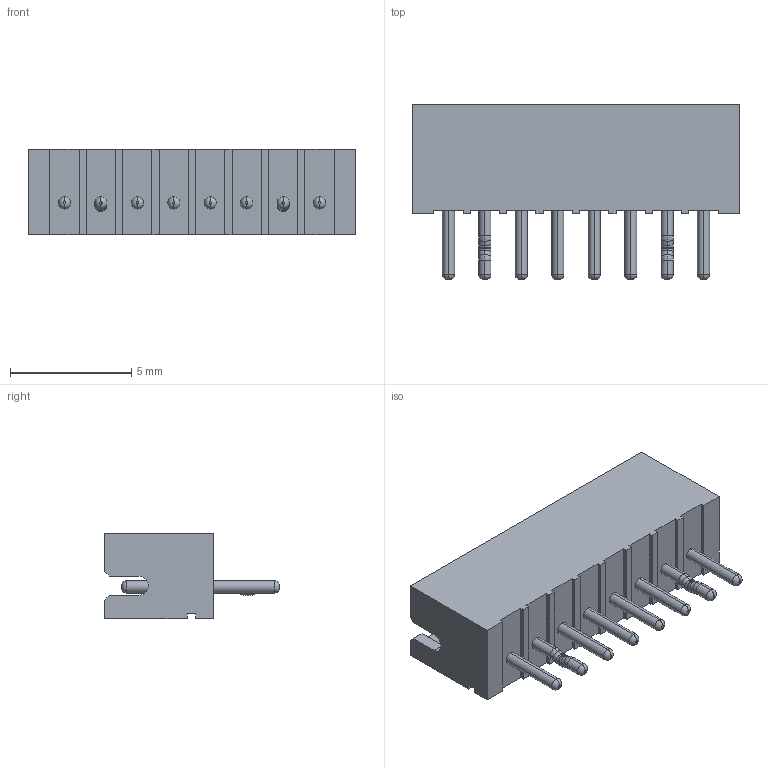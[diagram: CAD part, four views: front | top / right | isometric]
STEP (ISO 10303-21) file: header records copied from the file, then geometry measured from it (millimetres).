
FILE_DESCRIPTION (( 'STEP AP214' ), '1' );
FILE_NAME ('B8B-ZR (LF)(SN).STEP', '2023-11-03T19:02:36', ( '' ), ( '' ), 'SwSTEP 2.0', 'SolidWorks 2021', '' );
FILE_SCHEMA (( 'AUTOMOTIVE_DESIGN' ));
Length unit declared in the file: millimetre
Products named in the file (4): pin_Bent; pin_straight; BxB-ZR_8; B8B-ZR (LF)(SN)
Assembly tree (9 placements, depth 2):
  B8B-ZR (LF)(SN)
    BxB-ZR_8
    pin_straight  x6
    pin_Bent  x2
Bounding box: 13.5 x 7.2 x 3.5 mm (x, y, z)
Volume: 103.8 mm3; surface area: 451.4 mm2
Topology: 9 solids, 9 shells, 178 faces, 422 edges, 260 vertices
Faces by surface type: plane 80, cylinder 50, torus 48
Entity records: 3784 total; most frequent: DIRECTION 642, CARTESIAN_POINT 628, ORIENTED_EDGE 612, EDGE_CURVE 306, VECTOR 222, LINE 222, AXIS2_PLACEMENT_3D 210, VERTEX_POINT 196
